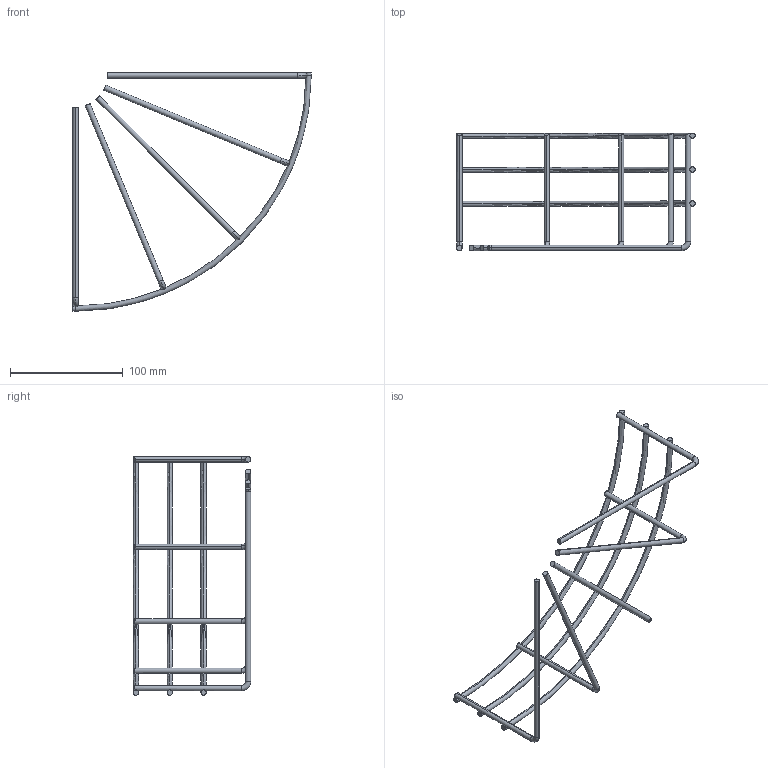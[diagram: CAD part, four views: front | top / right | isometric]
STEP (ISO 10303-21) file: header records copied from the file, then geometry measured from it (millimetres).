
FILE_DESCRIPTION (( 'STEP AP214' ), '1' );
FILE_NAME ('6002691_KSTP1.stp', '2018-09-27T05:15:17', ( '' ), ( '' ), 'SwSTEP 2.0', 'SolidWorks 2016', '' );
FILE_SCHEMA (( 'AUTOMOTIVE_DESIGN' ));
Length unit declared in the file: millimetre
Products named in the file (1): 6002691_KSTP1
Bounding box: 211.05 x 104.1 x 211.05 mm (x, y, z)
Volume: 40723.5 mm3; surface area: 34656.8 mm2
Topology: 1 solids, 1 shells, 64 faces, 210 edges, 132 vertices
Faces by surface type: cylinder 32, torus 16, plane 16
Entity records: 3107 total; most frequent: CARTESIAN_POINT 1283, ORIENTED_EDGE 420, DIRECTION 363, EDGE_CURVE 210, AXIS2_PLACEMENT_3D 158, VERTEX_POINT 132, CIRCLE 93, EDGE_LOOP 64
